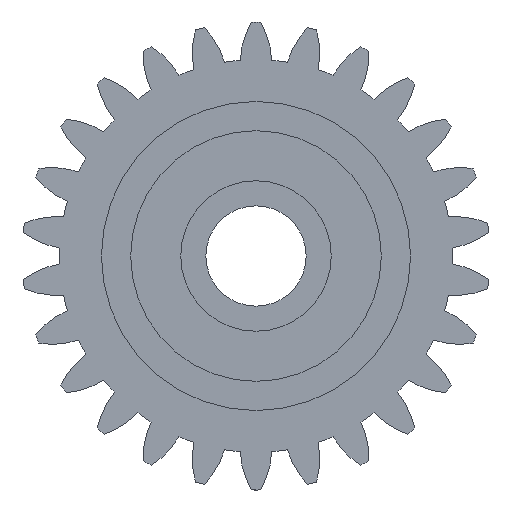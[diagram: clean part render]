
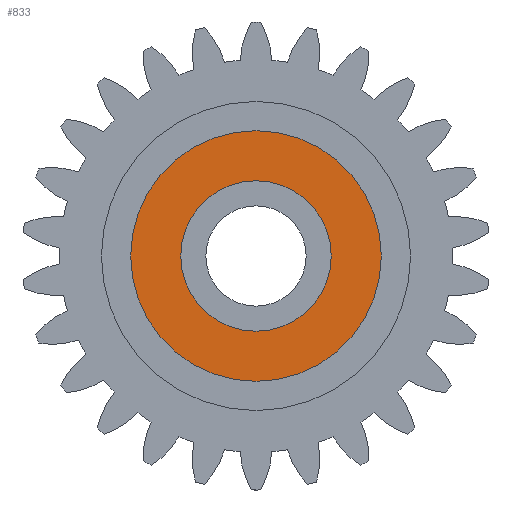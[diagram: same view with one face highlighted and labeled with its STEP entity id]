
A CAD part, left-side view. The second image highlights one B-rep face of the part: STEP entity #833.
In plain terms, the highlighted planar face has unit normal (-1, 0, 0).
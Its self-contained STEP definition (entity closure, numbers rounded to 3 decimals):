
#416 = CARTESIAN_POINT ( 'NONE',  ( -3.7, 0., 0. ) ) ;
#463 = EDGE_LOOP ( 'NONE', ( #992, #509 ) ) ;
#509 = ORIENTED_EDGE ( 'NONE', *, *, #3226, .F. ) ;
#708 = AXIS2_PLACEMENT_3D ( 'NONE', #2947, #1253, #3274 ) ;
#797 = CIRCLE ( 'NONE', #2242, 7.5 ) ;
#833 = ADVANCED_FACE ( 'NONE', ( #3254, #2572 ), #1592, .F. ) ;
#992 = ORIENTED_EDGE ( 'NONE', *, *, #1423, .F. ) ;
#1008 = DIRECTION ( 'NONE',  ( -1., 0., 0. ) ) ;
#1039 = ORIENTED_EDGE ( 'NONE', *, *, #3127, .F. ) ;
#1043 = EDGE_CURVE ( 'NONE', #3566, #1333, #2715, .T. ) ;
#1063 = AXIS2_PLACEMENT_3D ( 'NONE', #2078, #3407, #1416 ) ;
#1215 = CARTESIAN_POINT ( 'NONE',  ( -3.7, 0., 0. ) ) ;
#1253 = DIRECTION ( 'NONE',  ( 1., 0., 0. ) ) ;
#1333 = VERTEX_POINT ( 'NONE', #1903 ) ;
#1348 = DIRECTION ( 'NONE',  ( 0., 1., 0. ) ) ;
#1416 = DIRECTION ( 'NONE',  ( 0., 1., 0. ) ) ;
#1423 = EDGE_CURVE ( 'NONE', #3189, #2622, #3060, .T. ) ;
#1580 = DIRECTION ( 'NONE',  ( 1., 0., 0. ) ) ;
#1592 = PLANE ( 'NONE',  #708 ) ;
#1903 = CARTESIAN_POINT ( 'NONE',  ( -3.7, 0., -7.5 ) ) ;
#1948 = AXIS2_PLACEMENT_3D ( 'NONE', #416, #1008, #1348 ) ;
#2078 = CARTESIAN_POINT ( 'NONE',  ( -3.7, 0., 0. ) ) ;
#2149 = DIRECTION ( 'NONE',  ( 0., 1., 0. ) ) ;
#2242 = AXIS2_PLACEMENT_3D ( 'NONE', #3176, #1580, #2149 ) ;
#2572 = FACE_BOUND ( 'NONE', #463, .T. ) ;
#2622 = VERTEX_POINT ( 'NONE', #2797 ) ;
#2715 = CIRCLE ( 'NONE', #1063, 7.5 ) ;
#2797 = CARTESIAN_POINT ( 'NONE',  ( -3.7, -4.5, 0. ) ) ;
#2911 = CIRCLE ( 'NONE', #4045, 4.5 ) ;
#2947 = CARTESIAN_POINT ( 'NONE',  ( -3.7, 7.5, -14. ) ) ;
#3060 = CIRCLE ( 'NONE', #1948, 4.5 ) ;
#3127 = EDGE_CURVE ( 'NONE', #1333, #3566, #797, .T. ) ;
#3176 = CARTESIAN_POINT ( 'NONE',  ( -3.7, 0., 0. ) ) ;
#3189 = VERTEX_POINT ( 'NONE', #3505 ) ;
#3226 = EDGE_CURVE ( 'NONE', #2622, #3189, #2911, .T. ) ;
#3254 = FACE_OUTER_BOUND ( 'NONE', #3675, .T. ) ;
#3259 = DIRECTION ( 'NONE',  ( 0., 1., 0. ) ) ;
#3274 = DIRECTION ( 'NONE',  ( 0., 1., 0. ) ) ;
#3407 = DIRECTION ( 'NONE',  ( 1., 0., 0. ) ) ;
#3505 = CARTESIAN_POINT ( 'NONE',  ( -3.7, 4.5, 0. ) ) ;
#3566 = VERTEX_POINT ( 'NONE', #3946 ) ;
#3675 = EDGE_LOOP ( 'NONE', ( #1039, #3896 ) ) ;
#3896 = ORIENTED_EDGE ( 'NONE', *, *, #1043, .F. ) ;
#3934 = DIRECTION ( 'NONE',  ( -1., 0., 0. ) ) ;
#3946 = CARTESIAN_POINT ( 'NONE',  ( -3.7, 0., 7.5 ) ) ;
#4045 = AXIS2_PLACEMENT_3D ( 'NONE', #1215, #3934, #3259 ) ;
